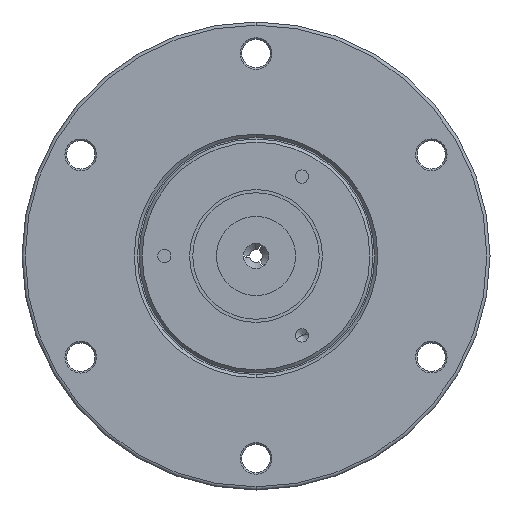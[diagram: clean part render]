
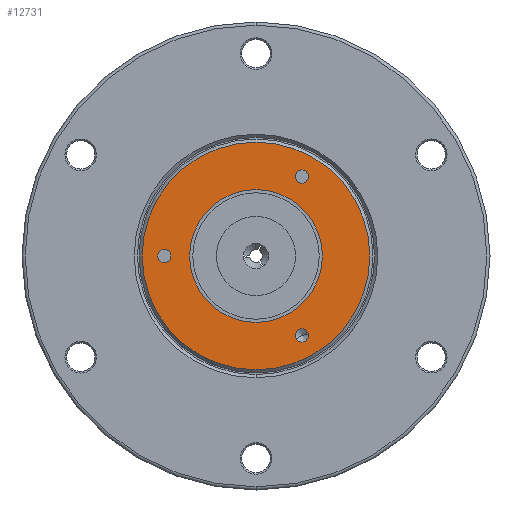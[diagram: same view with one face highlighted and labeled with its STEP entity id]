
A CAD part, front view. The second image highlights one B-rep face of the part: STEP entity #12731.
In plain terms, the highlighted planar face has unit normal (0, -1, 0).
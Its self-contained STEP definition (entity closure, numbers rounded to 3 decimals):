
#35 = CARTESIAN_POINT ( 'NONE',  ( -65.898, -28.154, -10.5 ) ) ;
#362 = CARTESIAN_POINT ( 'NONE',  ( -76.711, -28.154, 2.1 ) ) ;
#594 = DIRECTION ( 'NONE',  ( 0., 0., 1. ) ) ;
#719 = FACE_BOUND ( 'NONE', #2612, .T. ) ;
#1455 = CIRCLE ( 'NONE', #27682, 2.1 ) ;
#1635 = ORIENTED_EDGE ( 'NONE', *, *, #25998, .T. ) ;
#2612 = EDGE_LOOP ( 'NONE', ( #1635, #24034 ) ) ;
#3227 = DIRECTION ( 'NONE',  ( 0., -1., 0. ) ) ;
#3755 = EDGE_CURVE ( 'NONE', #39599, #27127, #48848, .T. ) ;
#4130 = FACE_OUTER_BOUND ( 'NONE', #11965, .T. ) ;
#4399 = PLANE ( 'NONE',  #37606 ) ;
#5270 = CIRCLE ( 'NONE', #33226, 2.1 ) ;
#5910 = AXIS2_PLACEMENT_3D ( 'NONE', #36656, #16494, #39600 ) ;
#6158 = AXIS2_PLACEMENT_3D ( 'NONE', #47583, #39336, #11984 ) ;
#6858 = ORIENTED_EDGE ( 'NONE', *, *, #3755, .F. ) ;
#7611 = CIRCLE ( 'NONE', #5910, 2.1 ) ;
#8093 = CARTESIAN_POINT ( 'NONE',  ( -47.711, -28.154, 0. ) ) ;
#8211 = EDGE_CURVE ( 'NONE', #39378, #25492, #13672, .T. ) ;
#8416 = DIRECTION ( 'NONE',  ( 0., 1., 0. ) ) ;
#9150 = DIRECTION ( 'NONE',  ( 1., 0., 0. ) ) ;
#9438 = AXIS2_PLACEMENT_3D ( 'NONE', #51319, #18381, #31380 ) ;
#9445 = VERTEX_POINT ( 'NONE', #21982 ) ;
#9546 = CARTESIAN_POINT ( 'NONE',  ( -29.525, -28.154, 10.5 ) ) ;
#9803 = CARTESIAN_POINT ( 'NONE',  ( -76.711, -28.154, 0. ) ) ;
#10217 = VERTEX_POINT ( 'NONE', #28639 ) ;
#10292 = AXIS2_PLACEMENT_3D ( 'NONE', #38533, #18855, #50751 ) ;
#10752 = EDGE_CURVE ( 'NONE', #10217, #9445, #7611, .T. ) ;
#11093 = ORIENTED_EDGE ( 'NONE', *, *, #24894, .T. ) ;
#11767 = DIRECTION ( 'NONE',  ( 0., -1., 0. ) ) ;
#11965 = EDGE_LOOP ( 'NONE', ( #21135, #11093 ) ) ;
#11984 = DIRECTION ( 'NONE',  ( 0.866, 0., 0.5 ) ) ;
#12731 = ADVANCED_FACE ( 'NONE', ( #719, #48987, #45269, #16836, #4130 ), #4399, .F. ) ;
#12880 = EDGE_LOOP ( 'NONE', ( #42782, #22529 ) ) ;
#12884 = DIRECTION ( 'NONE',  ( 0.866, 0., 0.5 ) ) ;
#13093 = CARTESIAN_POINT ( 'NONE',  ( -31.393, -28.154, 24.065 ) ) ;
#13672 = CIRCLE ( 'NONE', #9438, 36. ) ;
#13740 = EDGE_CURVE ( 'NONE', #13850, #15907, #1455, .T. ) ;
#13776 = CARTESIAN_POINT ( 'NONE',  ( -76.711, -28.154, -2.1 ) ) ;
#13850 = VERTEX_POINT ( 'NONE', #13093 ) ;
#15069 = DIRECTION ( 'NONE',  ( 0., -1., 0. ) ) ;
#15647 = CARTESIAN_POINT ( 'NONE',  ( -33.211, -28.154, -25.115 ) ) ;
#15907 = VERTEX_POINT ( 'NONE', #44613 ) ;
#16089 = DIRECTION ( 'NONE',  ( 0.866, 0., 0.5 ) ) ;
#16205 = CIRCLE ( 'NONE', #10292, 2.1 ) ;
#16494 = DIRECTION ( 'NONE',  ( 0., -1., 0. ) ) ;
#16836 = FACE_BOUND ( 'NONE', #50440, .T. ) ;
#18381 = DIRECTION ( 'NONE',  ( 0., -1., 0. ) ) ;
#18855 = DIRECTION ( 'NONE',  ( 0., -1., 0. ) ) ;
#19733 = CARTESIAN_POINT ( 'NONE',  ( -33.211, -28.154, 25.115 ) ) ;
#20157 = AXIS2_PLACEMENT_3D ( 'NONE', #15647, #3227, #40071 ) ;
#21135 = ORIENTED_EDGE ( 'NONE', *, *, #8211, .T. ) ;
#21982 = CARTESIAN_POINT ( 'NONE',  ( -31.393, -28.154, -24.065 ) ) ;
#22117 = CIRCLE ( 'NONE', #42446, 36. ) ;
#22529 = ORIENTED_EDGE ( 'NONE', *, *, #27446, .F. ) ;
#23000 = VERTEX_POINT ( 'NONE', #35 ) ;
#24034 = ORIENTED_EDGE ( 'NONE', *, *, #26828, .T. ) ;
#24397 = CARTESIAN_POINT ( 'NONE',  ( -76.711, -28.154, 0. ) ) ;
#24894 = EDGE_CURVE ( 'NONE', #25492, #39378, #22117, .T. ) ;
#25492 = VERTEX_POINT ( 'NONE', #39399 ) ;
#25921 = AXIS2_PLACEMENT_3D ( 'NONE', #9803, #15069, #30223 ) ;
#25998 = EDGE_CURVE ( 'NONE', #49520, #23000, #33218, .T. ) ;
#26828 = EDGE_CURVE ( 'NONE', #23000, #49520, #37405, .T. ) ;
#27127 = VERTEX_POINT ( 'NONE', #362 ) ;
#27446 = EDGE_CURVE ( 'NONE', #9445, #10217, #51509, .T. ) ;
#27682 = AXIS2_PLACEMENT_3D ( 'NONE', #19733, #11767, #36418 ) ;
#28639 = CARTESIAN_POINT ( 'NONE',  ( -35.03, -28.154, -26.165 ) ) ;
#29319 = DIRECTION ( 'NONE',  ( 0., 1., 0. ) ) ;
#30223 = DIRECTION ( 'NONE',  ( 0., 0., 1. ) ) ;
#31335 = CARTESIAN_POINT ( 'NONE',  ( -16.534, -28.154, 18. ) ) ;
#31380 = DIRECTION ( 'NONE',  ( 0.866, 0., 0.5 ) ) ;
#33029 = DIRECTION ( 'NONE',  ( 0., -1., 0. ) ) ;
#33218 = CIRCLE ( 'NONE', #6158, 21. ) ;
#33226 = AXIS2_PLACEMENT_3D ( 'NONE', #24397, #40349, #594 ) ;
#36418 = DIRECTION ( 'NONE',  ( 0.866, 0., -0.5 ) ) ;
#36656 = CARTESIAN_POINT ( 'NONE',  ( -33.211, -28.154, -25.115 ) ) ;
#36733 = CARTESIAN_POINT ( 'NONE',  ( -29.211, -28.154, -32.043 ) ) ;
#37405 = CIRCLE ( 'NONE', #39956, 21. ) ;
#37606 = AXIS2_PLACEMENT_3D ( 'NONE', #36733, #29319, #9150 ) ;
#38237 = EDGE_LOOP ( 'NONE', ( #49171, #44013 ) ) ;
#38533 = CARTESIAN_POINT ( 'NONE',  ( -33.211, -28.154, 25.115 ) ) ;
#38685 = ORIENTED_EDGE ( 'NONE', *, *, #40107, .F. ) ;
#39336 = DIRECTION ( 'NONE',  ( 0., 1., 0. ) ) ;
#39365 = EDGE_CURVE ( 'NONE', #15907, #13850, #16205, .T. ) ;
#39378 = VERTEX_POINT ( 'NONE', #31335 ) ;
#39399 = CARTESIAN_POINT ( 'NONE',  ( -78.888, -28.154, -18. ) ) ;
#39599 = VERTEX_POINT ( 'NONE', #13776 ) ;
#39600 = DIRECTION ( 'NONE',  ( -0.866, 0., -0.5 ) ) ;
#39956 = AXIS2_PLACEMENT_3D ( 'NONE', #49032, #8416, #16089 ) ;
#40071 = DIRECTION ( 'NONE',  ( -0.866, 0., -0.5 ) ) ;
#40107 = EDGE_CURVE ( 'NONE', #27127, #39599, #5270, .T. ) ;
#40349 = DIRECTION ( 'NONE',  ( 0., -1., 0. ) ) ;
#42446 = AXIS2_PLACEMENT_3D ( 'NONE', #8093, #33029, #12884 ) ;
#42782 = ORIENTED_EDGE ( 'NONE', *, *, #10752, .F. ) ;
#44013 = ORIENTED_EDGE ( 'NONE', *, *, #39365, .F. ) ;
#44613 = CARTESIAN_POINT ( 'NONE',  ( -35.03, -28.154, 26.165 ) ) ;
#45269 = FACE_BOUND ( 'NONE', #38237, .T. ) ;
#47583 = CARTESIAN_POINT ( 'NONE',  ( -47.711, -28.154, 0. ) ) ;
#48848 = CIRCLE ( 'NONE', #25921, 2.1 ) ;
#48987 = FACE_BOUND ( 'NONE', #12880, .T. ) ;
#49032 = CARTESIAN_POINT ( 'NONE',  ( -47.711, -28.154, 0. ) ) ;
#49171 = ORIENTED_EDGE ( 'NONE', *, *, #13740, .F. ) ;
#49520 = VERTEX_POINT ( 'NONE', #9546 ) ;
#50440 = EDGE_LOOP ( 'NONE', ( #38685, #6858 ) ) ;
#50751 = DIRECTION ( 'NONE',  ( 0.866, 0., -0.5 ) ) ;
#51319 = CARTESIAN_POINT ( 'NONE',  ( -47.711, -28.154, 0. ) ) ;
#51509 = CIRCLE ( 'NONE', #20157, 2.1 ) ;
